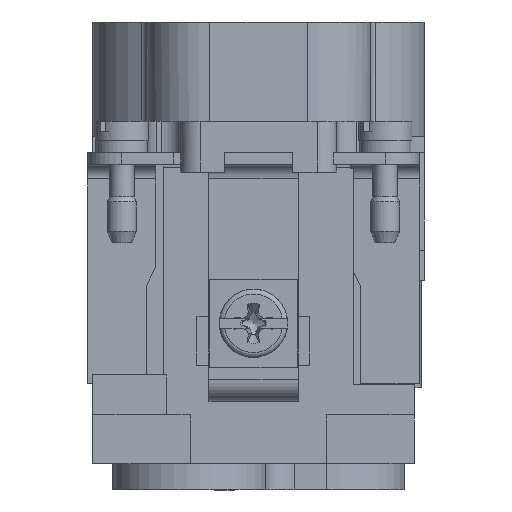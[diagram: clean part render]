
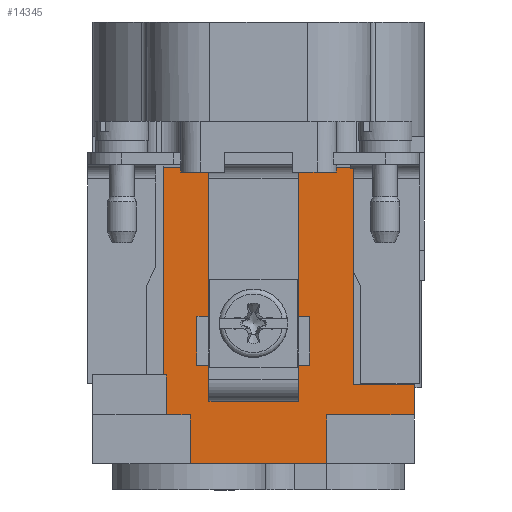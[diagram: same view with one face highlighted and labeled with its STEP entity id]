
A CAD part, left-side view. The second image highlights one B-rep face of the part: STEP entity #14345.
In plain terms, the highlighted planar face has unit normal (-1, 0, 0).
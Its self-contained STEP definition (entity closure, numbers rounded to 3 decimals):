
#11631=PLANE('',#50004);
#12667=FACE_OUTER_BOUND('',#17070,.T.);
#14345=ADVANCED_FACE('',(#12667),#11631,.T.);
#17070=EDGE_LOOP('',(#20683,#20684,#20685,#20686,#20687,#20688,#20689,#20690,
#20691,#20692,#20693,#20694,#20695,#20696,#20697,#20698,#20699,#20700,#20701,
#20702,#20703,#20704,#20705,#20706,#20707));
#20683=ORIENTED_EDGE('',*,*,#32370,.T.);
#20684=ORIENTED_EDGE('',*,*,#32371,.T.);
#20685=ORIENTED_EDGE('',*,*,#32372,.T.);
#20686=ORIENTED_EDGE('',*,*,#32373,.T.);
#20687=ORIENTED_EDGE('',*,*,#32374,.T.);
#20688=ORIENTED_EDGE('',*,*,#31667,.T.);
#20689=ORIENTED_EDGE('',*,*,#32375,.T.);
#20690=ORIENTED_EDGE('',*,*,#32376,.T.);
#20691=ORIENTED_EDGE('',*,*,#32377,.T.);
#20692=ORIENTED_EDGE('',*,*,#32378,.T.);
#20693=ORIENTED_EDGE('',*,*,#32368,.T.);
#20694=ORIENTED_EDGE('',*,*,#32379,.T.);
#20695=ORIENTED_EDGE('',*,*,#32380,.T.);
#20696=ORIENTED_EDGE('',*,*,#32356,.T.);
#20697=ORIENTED_EDGE('',*,*,#31972,.T.);
#20698=ORIENTED_EDGE('',*,*,#32172,.T.);
#20699=ORIENTED_EDGE('',*,*,#31956,.T.);
#20700=ORIENTED_EDGE('',*,*,#32017,.T.);
#20701=ORIENTED_EDGE('',*,*,#32381,.T.);
#20702=ORIENTED_EDGE('',*,*,#32022,.T.);
#20703=ORIENTED_EDGE('',*,*,#32382,.F.);
#20704=ORIENTED_EDGE('',*,*,#32383,.F.);
#20705=ORIENTED_EDGE('',*,*,#31995,.F.);
#20706=ORIENTED_EDGE('',*,*,#31987,.T.);
#20707=ORIENTED_EDGE('',*,*,#32350,.T.);
#28469=VERTEX_POINT('',#64571);
#28488=VERTEX_POINT('',#64608);
#28769=VERTEX_POINT('',#65575);
#28770=VERTEX_POINT('',#65577);
#28782=VERTEX_POINT('',#65607);
#28783=VERTEX_POINT('',#65609);
#28795=VERTEX_POINT('',#65638);
#28796=VERTEX_POINT('',#65639);
#28803=VERTEX_POINT('',#65655);
#28819=VERTEX_POINT('',#65698);
#28821=VERTEX_POINT('',#65704);
#28823=VERTEX_POINT('',#65707);
#29085=VERTEX_POINT('',#66542);
#29087=VERTEX_POINT('',#66551);
#29097=VERTEX_POINT('',#66580);
#29098=VERTEX_POINT('',#66582);
#29099=VERTEX_POINT('',#66586);
#29100=VERTEX_POINT('',#66588);
#29101=VERTEX_POINT('',#66590);
#29102=VERTEX_POINT('',#66592);
#29103=VERTEX_POINT('',#66595);
#29104=VERTEX_POINT('',#66597);
#29105=VERTEX_POINT('',#66599);
#29106=VERTEX_POINT('',#66602);
#29107=VERTEX_POINT('',#66606);
#31667=EDGE_CURVE('',#28469,#28488,#40097,.T.);
#31956=EDGE_CURVE('',#28770,#28769,#40229,.T.);
#31972=EDGE_CURVE('',#28783,#28782,#40243,.T.);
#31987=EDGE_CURVE('',#28795,#28796,#40254,.T.);
#31995=EDGE_CURVE('',#28795,#28803,#40259,.T.);
#32017=EDGE_CURVE('',#28769,#28819,#40278,.T.);
#32022=EDGE_CURVE('',#28821,#28823,#40281,.T.);
#32172=EDGE_CURVE('',#28782,#28770,#40361,.T.);
#32350=EDGE_CURVE('',#28796,#29085,#40510,.T.);
#32356=EDGE_CURVE('',#29087,#28783,#40514,.T.);
#32368=EDGE_CURVE('',#29098,#29097,#40524,.T.);
#32370=EDGE_CURVE('',#29085,#29099,#40526,.T.);
#32371=EDGE_CURVE('',#29099,#29100,#40527,.T.);
#32372=EDGE_CURVE('',#29100,#29101,#40528,.T.);
#32373=EDGE_CURVE('',#29101,#29102,#40529,.T.);
#32374=EDGE_CURVE('',#29102,#28469,#40530,.T.);
#32375=EDGE_CURVE('',#28488,#29103,#40531,.T.);
#32376=EDGE_CURVE('',#29103,#29104,#40532,.T.);
#32377=EDGE_CURVE('',#29104,#29105,#40533,.T.);
#32378=EDGE_CURVE('',#29105,#29098,#40534,.T.);
#32379=EDGE_CURVE('',#29097,#29106,#40535,.T.);
#32380=EDGE_CURVE('',#29106,#29087,#40536,.T.);
#32381=EDGE_CURVE('',#28819,#28821,#40537,.T.);
#32382=EDGE_CURVE('',#29107,#28823,#40538,.T.);
#32383=EDGE_CURVE('',#28803,#29107,#40539,.T.);
#40097=LINE('',#64609,#43209);
#40229=LINE('',#65576,#43341);
#40243=LINE('',#65608,#43355);
#40254=LINE('',#65637,#43366);
#40259=LINE('',#65654,#43371);
#40278=LINE('',#65697,#43390);
#40281=LINE('',#65708,#43393);
#40361=LINE('',#66176,#43473);
#40510=LINE('',#66543,#43622);
#40514=LINE('',#66558,#43626);
#40524=LINE('',#66581,#43636);
#40526=LINE('',#66585,#43638);
#40527=LINE('',#66587,#43639);
#40528=LINE('',#66589,#43640);
#40529=LINE('',#66591,#43641);
#40530=LINE('',#66593,#43642);
#40531=LINE('',#66594,#43643);
#40532=LINE('',#66596,#43644);
#40533=LINE('',#66598,#43645);
#40534=LINE('',#66600,#43646);
#40535=LINE('',#66601,#43647);
#40536=LINE('',#66603,#43648);
#40537=LINE('',#66604,#43649);
#40538=LINE('',#66605,#43650);
#40539=LINE('',#66607,#43651);
#43209=VECTOR('',#52826,1.);
#43341=VECTOR('',#53034,1.);
#43355=VECTOR('',#53058,1.);
#43366=VECTOR('',#53081,1.);
#43371=VECTOR('',#53094,1.);
#43390=VECTOR('',#53129,1.);
#43393=VECTOR('',#53138,1.);
#43473=VECTOR('',#53450,1.);
#43622=VECTOR('',#53731,1.);
#43626=VECTOR('',#53743,1.);
#43636=VECTOR('',#53761,1.);
#43638=VECTOR('',#53765,1.);
#43639=VECTOR('',#53766,1.);
#43640=VECTOR('',#53767,1.);
#43641=VECTOR('',#53768,1.);
#43642=VECTOR('',#53769,1.);
#43643=VECTOR('',#53770,1.);
#43644=VECTOR('',#53771,1.);
#43645=VECTOR('',#53772,1.);
#43646=VECTOR('',#53773,1.);
#43647=VECTOR('',#53774,1.);
#43648=VECTOR('',#53775,1.);
#43649=VECTOR('',#53776,1.);
#43650=VECTOR('',#53777,1.);
#43651=VECTOR('',#53778,1.);
#50004=AXIS2_PLACEMENT_3D('',#66608,#53779,#53780);
#52826=DIRECTION('',(0.,-1.,0.));
#53034=DIRECTION('',(0.,0.,-1.));
#53058=DIRECTION('',(0.,0.,-1.));
#53081=DIRECTION('',(0.,0.,1.));
#53094=DIRECTION('',(0.,1.,0.));
#53129=DIRECTION('',(0.,0.,-1.));
#53138=DIRECTION('',(0.,0.,1.));
#53450=DIRECTION('',(0.,1.,0.));
#53731=DIRECTION('',(0.,1.,0.));
#53743=DIRECTION('',(0.,1.,0.));
#53761=DIRECTION('',(0.,0.,1.));
#53765=DIRECTION('',(0.,0.,-1.));
#53766=DIRECTION('',(0.,-1.,0.));
#53767=DIRECTION('',(0.,0.,-1.));
#53768=DIRECTION('',(0.,-1.,0.));
#53769=DIRECTION('',(0.,0.,-1.));
#53770=DIRECTION('',(0.,0.,1.));
#53771=DIRECTION('',(0.,-1.,0.));
#53772=DIRECTION('',(0.,0.,1.));
#53773=DIRECTION('',(0.,1.,0.));
#53774=DIRECTION('',(0.,1.,0.));
#53775=DIRECTION('',(0.,0.,1.));
#53776=DIRECTION('',(0.,1.,0.));
#53777=DIRECTION('',(0.,-1.,0.));
#53778=DIRECTION('',(0.,0.,-1.));
#53779=DIRECTION('',(-1.,0.,0.));
#53780=DIRECTION('',(0.,-1.,0.));
#64571=CARTESIAN_POINT('',(-45.15,6.475,-30.7));
#64608=CARTESIAN_POINT('',(-45.15,-7.525,-30.7));
#64609=CARTESIAN_POINT('',(-45.15,6.475,-30.7));
#65575=CARTESIAN_POINT('',(-45.15,-4.6,-24.299));
#65576=CARTESIAN_POINT('',(-45.15,-4.6,-9.8));
#65577=CARTESIAN_POINT('',(-45.15,-4.6,-23.7));
#65607=CARTESIAN_POINT('',(-45.15,-4.605,-23.7));
#65608=CARTESIAN_POINT('',(-45.15,-4.605,-9.8));
#65609=CARTESIAN_POINT('',(-45.15,-4.605,-0.3));
#65637=CARTESIAN_POINT('',(-45.15,4.475,-8.8));
#65638=CARTESIAN_POINT('',(-45.15,4.475,-23.1));
#65639=CARTESIAN_POINT('',(-45.15,4.475,-0.3));
#65654=CARTESIAN_POINT('',(-45.15,-4.6,-23.1));
#65655=CARTESIAN_POINT('',(-45.15,4.6,-23.1));
#65697=CARTESIAN_POINT('',(-45.15,-4.6,-9.8));
#65698=CARTESIAN_POINT('',(-45.15,-4.6,-24.3));
#65704=CARTESIAN_POINT('',(-45.15,4.225,-24.3));
#65707=CARTESIAN_POINT('',(-45.15,4.225,-24.299));
#65708=CARTESIAN_POINT('',(-45.15,4.225,-24.7));
#66176=CARTESIAN_POINT('',(-45.15,16.475,-23.7));
#66542=CARTESIAN_POINT('',(-45.15,9.225,-0.3));
#66543=CARTESIAN_POINT('',(-45.15,4.475,-0.3));
#66551=CARTESIAN_POINT('',(-45.15,-10.,-0.3));
#66558=CARTESIAN_POINT('',(-45.15,-10.275,-0.3));
#66580=CARTESIAN_POINT('',(-45.15,-10.275,-0.429));
#66581=CARTESIAN_POINT('',(-45.15,-10.275,-8.8));
#66582=CARTESIAN_POINT('',(-45.15,-10.275,-22.6));
#66585=CARTESIAN_POINT('',(-45.15,9.225,-0.3));
#66586=CARTESIAN_POINT('',(-45.15,9.225,-21.6));
#66587=CARTESIAN_POINT('',(-45.15,9.225,-21.6));
#66588=CARTESIAN_POINT('',(-45.15,8.925,-21.6));
#66589=CARTESIAN_POINT('',(-45.15,8.925,-21.6));
#66590=CARTESIAN_POINT('',(-45.15,8.925,-25.7));
#66591=CARTESIAN_POINT('',(-45.15,8.925,-25.7));
#66592=CARTESIAN_POINT('',(-45.15,6.475,-25.7));
#66593=CARTESIAN_POINT('',(-45.15,6.475,-25.7));
#66594=CARTESIAN_POINT('',(-45.15,-7.525,-30.7));
#66595=CARTESIAN_POINT('',(-45.15,-7.525,-25.7));
#66596=CARTESIAN_POINT('',(-45.15,-7.525,-25.7));
#66597=CARTESIAN_POINT('',(-45.15,-16.475,-25.7));
#66598=CARTESIAN_POINT('',(-45.15,-16.475,-25.7));
#66599=CARTESIAN_POINT('',(-45.15,-16.475,-22.6));
#66600=CARTESIAN_POINT('',(-45.15,-16.475,-22.6));
#66601=CARTESIAN_POINT('',(-45.15,-10.,-0.429));
#66602=CARTESIAN_POINT('',(-45.15,-10.,-0.429));
#66603=CARTESIAN_POINT('',(-45.15,-10.,-9.8));
#66604=CARTESIAN_POINT('',(-45.15,16.475,-24.3));
#66605=CARTESIAN_POINT('',(-45.15,-4.6,-24.299));
#66606=CARTESIAN_POINT('',(-45.15,4.6,-24.299));
#66607=CARTESIAN_POINT('',(-45.15,4.6,-8.305));
#66608=CARTESIAN_POINT('',(-45.15,16.475,-9.8));
